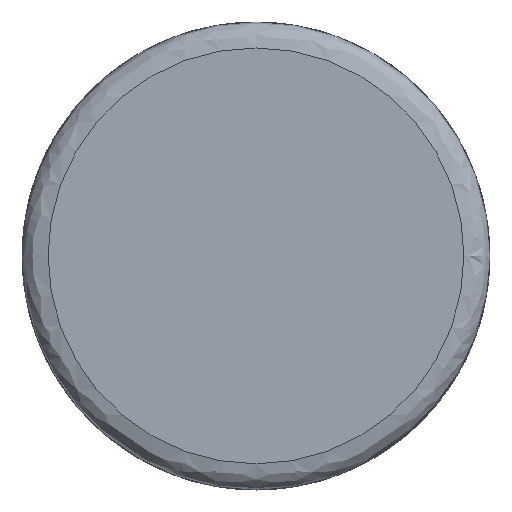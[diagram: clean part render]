
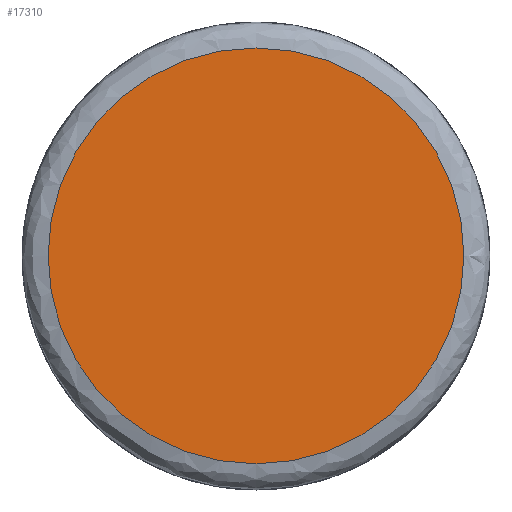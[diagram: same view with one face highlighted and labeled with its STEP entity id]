
A CAD part, top view. The second image highlights one B-rep face of the part: STEP entity #17310.
In plain terms, the highlighted planar face has unit normal (0, 0, 1).
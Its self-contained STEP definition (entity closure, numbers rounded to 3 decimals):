
#17294=CARTESIAN_POINT('',(-0.,0.,71.999));
#17295=DIRECTION('',(-0.,0.,1.));
#17296=DIRECTION('',(-1.,0.,-0.));
#17297=AXIS2_PLACEMENT_3D('',#17294,#17295,#17296);
#17298=PLANE('',#17297);
#17299=CARTESIAN_POINT('',(9.6,-0.,71.999));
#17300=VERTEX_POINT('',#17299);
#17301=CARTESIAN_POINT('',(-0.,0.,71.999));
#17302=DIRECTION('',(0.,-0.,1.));
#17303=DIRECTION('',(1.,0.,0.));
#17304=AXIS2_PLACEMENT_3D('',#17301,#17302,#17303);
#17305=CIRCLE('',#17304,9.6);
#17306=EDGE_CURVE('',#17300,#17300,#17305,.T.);
#17307=ORIENTED_EDGE('',*,*,#17306,.T.);
#17308=EDGE_LOOP('',(#17307));
#17309=FACE_BOUND('',#17308,.T.);
#17310=ADVANCED_FACE('',(#17309),#17298,.T.);
